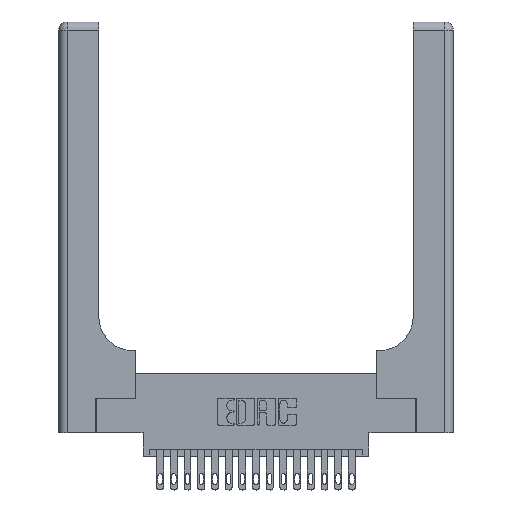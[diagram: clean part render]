
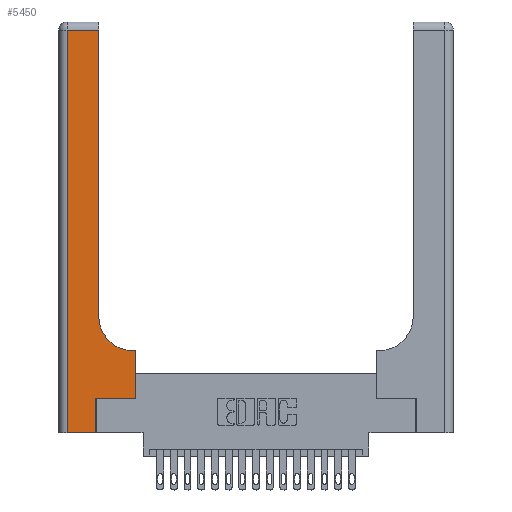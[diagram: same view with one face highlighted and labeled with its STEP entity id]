
A CAD part, top view. The second image highlights one B-rep face of the part: STEP entity #5450.
In plain terms, the highlighted planar face has unit normal (0, 0, 1).
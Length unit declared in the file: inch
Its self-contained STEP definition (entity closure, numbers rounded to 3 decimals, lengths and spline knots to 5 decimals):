
#52 = DIRECTION ( 'NONE',  ( 1., 0., 0. ) ) ;
#185 = CARTESIAN_POINT ( 'NONE',  ( 0.5585, 0.25, 0.37 ) ) ;
#262 = DIRECTION ( 'NONE',  ( 0., 1., 0. ) ) ;
#1093 = CARTESIAN_POINT ( 'NONE',  ( 0.06, 3., 0.37 ) ) ;
#1268 = VERTEX_POINT ( 'NONE', #19465 ) ;
#1314 = AXIS2_PLACEMENT_3D ( 'NONE', #9417, #9483, #17187 ) ;
#1562 = CARTESIAN_POINT ( 'NONE',  ( 0., 0., 0.37 ) ) ;
#2224 = LINE ( 'NONE', #11246, #13961 ) ;
#2233 = CARTESIAN_POINT ( 'NONE',  ( 0.06, 2.94, 0.37 ) ) ;
#2691 = CARTESIAN_POINT ( 'NONE',  ( 0.5585, 0.25, 0.37 ) ) ;
#2767 = DIRECTION ( 'NONE',  ( -1., 0., 0. ) ) ;
#2828 = VERTEX_POINT ( 'NONE', #12414 ) ;
#2858 = VECTOR ( 'NONE', #19399, 39.37008 ) ;
#3105 = EDGE_CURVE ( 'NONE', #13807, #9091, #7391, .T. ) ;
#4079 = EDGE_CURVE ( 'NONE', #9327, #16779, #13385, .T. ) ;
#4268 = EDGE_CURVE ( 'NONE', #19034, #6410, #6349, .T. ) ;
#4345 = EDGE_LOOP ( 'NONE', ( #8581, #9041, #19542, #20004, #12843, #10913, #19822, #19743, #5462 ) ) ;
#4840 = LINE ( 'NONE', #185, #10080 ) ;
#4915 = DIRECTION ( 'NONE',  ( 1., 0., 0. ) ) ;
#5450 = ADVANCED_FACE ( 'NONE', ( #8550 ), #11992, .F. ) ;
#5462 = ORIENTED_EDGE ( 'NONE', *, *, #17528, .T. ) ;
#6274 = DIRECTION ( 'NONE',  ( 0., 1., 0. ) ) ;
#6349 = LINE ( 'NONE', #9998, #2858 ) ;
#6410 = VERTEX_POINT ( 'NONE', #2233 ) ;
#6685 = CARTESIAN_POINT ( 'NONE',  ( 0.269, 0., 0.37 ) ) ;
#7391 = LINE ( 'NONE', #14392, #18120 ) ;
#7469 = VECTOR ( 'NONE', #2767, 39.37008 ) ;
#7476 = CARTESIAN_POINT ( 'NONE',  ( 0.269, 0.25, 0.37 ) ) ;
#8263 = CARTESIAN_POINT ( 'NONE',  ( 0.06, 0., 0.37 ) ) ;
#8550 = FACE_OUTER_BOUND ( 'NONE', #4345, .T. ) ;
#8581 = ORIENTED_EDGE ( 'NONE', *, *, #12234, .T. ) ;
#9041 = ORIENTED_EDGE ( 'NONE', *, *, #4268, .T. ) ;
#9091 = VERTEX_POINT ( 'NONE', #2691 ) ;
#9177 = CIRCLE ( 'NONE', #1314, 0.25 ) ;
#9327 = VERTEX_POINT ( 'NONE', #8263 ) ;
#9417 = CARTESIAN_POINT ( 'NONE',  ( 0.5415, 0.85, 0.37 ) ) ;
#9483 = DIRECTION ( 'NONE',  ( 0., 0., -1. ) ) ;
#9522 = VERTEX_POINT ( 'NONE', #10488 ) ;
#9998 = CARTESIAN_POINT ( 'NONE',  ( 0., 2.94, 0.37 ) ) ;
#10080 = VECTOR ( 'NONE', #262, 39.37008 ) ;
#10488 = CARTESIAN_POINT ( 'NONE',  ( 0.2915, 0.85, 0.37 ) ) ;
#10815 = EDGE_CURVE ( 'NONE', #2828, #1268, #11738, .T. ) ;
#10913 = ORIENTED_EDGE ( 'NONE', *, *, #3105, .T. ) ;
#11246 = CARTESIAN_POINT ( 'NONE',  ( 0.2915, 3., 0.37 ) ) ;
#11738 = LINE ( 'NONE', #12412, #7469 ) ;
#11952 = DIRECTION ( 'NONE',  ( 0., 1., 0. ) ) ;
#11992 = PLANE ( 'NONE',  #17352 ) ;
#12234 = EDGE_CURVE ( 'NONE', #9522, #19034, #2224, .T. ) ;
#12412 = CARTESIAN_POINT ( 'NONE',  ( 0.2915, 0.6, 0.37 ) ) ;
#12414 = CARTESIAN_POINT ( 'NONE',  ( 0.5585, 0.6, 0.37 ) ) ;
#12843 = ORIENTED_EDGE ( 'NONE', *, *, #16458, .T. ) ;
#13123 = VECTOR ( 'NONE', #4915, 39.37008 ) ;
#13385 = LINE ( 'NONE', #1562, #13123 ) ;
#13807 = VERTEX_POINT ( 'NONE', #7476 ) ;
#13878 = DIRECTION ( 'NONE',  ( 0., -1., 0. ) ) ;
#13961 = VECTOR ( 'NONE', #6274, 39.37008 ) ;
#14392 = CARTESIAN_POINT ( 'NONE',  ( 0.269, 0.25, 0.37 ) ) ;
#15035 = VECTOR ( 'NONE', #11952, 39.37008 ) ;
#15212 = EDGE_CURVE ( 'NONE', #9091, #2828, #4840, .T. ) ;
#16458 = EDGE_CURVE ( 'NONE', #16779, #13807, #19254, .T. ) ;
#16542 = CARTESIAN_POINT ( 'NONE',  ( 0.269, 0., 0.37 ) ) ;
#16779 = VERTEX_POINT ( 'NONE', #6685 ) ;
#16998 = DIRECTION ( 'NONE',  ( 0., 0., -1. ) ) ;
#17187 = DIRECTION ( 'NONE',  ( 1., 0., 0. ) ) ;
#17205 = EDGE_CURVE ( 'NONE', #6410, #9327, #19151, .T. ) ;
#17352 = AXIS2_PLACEMENT_3D ( 'NONE', #20041, #16998, #19911 ) ;
#17528 = EDGE_CURVE ( 'NONE', #1268, #9522, #9177, .T. ) ;
#18120 = VECTOR ( 'NONE', #52, 39.37008 ) ;
#19034 = VERTEX_POINT ( 'NONE', #19411 ) ;
#19151 = LINE ( 'NONE', #1093, #20415 ) ;
#19254 = LINE ( 'NONE', #16542, #15035 ) ;
#19399 = DIRECTION ( 'NONE',  ( -1., 0., 0. ) ) ;
#19411 = CARTESIAN_POINT ( 'NONE',  ( 0.2915, 2.94, 0.37 ) ) ;
#19465 = CARTESIAN_POINT ( 'NONE',  ( 0.5415, 0.6, 0.37 ) ) ;
#19542 = ORIENTED_EDGE ( 'NONE', *, *, #17205, .T. ) ;
#19743 = ORIENTED_EDGE ( 'NONE', *, *, #10815, .T. ) ;
#19822 = ORIENTED_EDGE ( 'NONE', *, *, #15212, .T. ) ;
#19911 = DIRECTION ( 'NONE',  ( -1., 0., 0. ) ) ;
#20004 = ORIENTED_EDGE ( 'NONE', *, *, #4079, .T. ) ;
#20041 = CARTESIAN_POINT ( 'NONE',  ( 0., 3., 0.37 ) ) ;
#20415 = VECTOR ( 'NONE', #13878, 39.37008 ) ;
